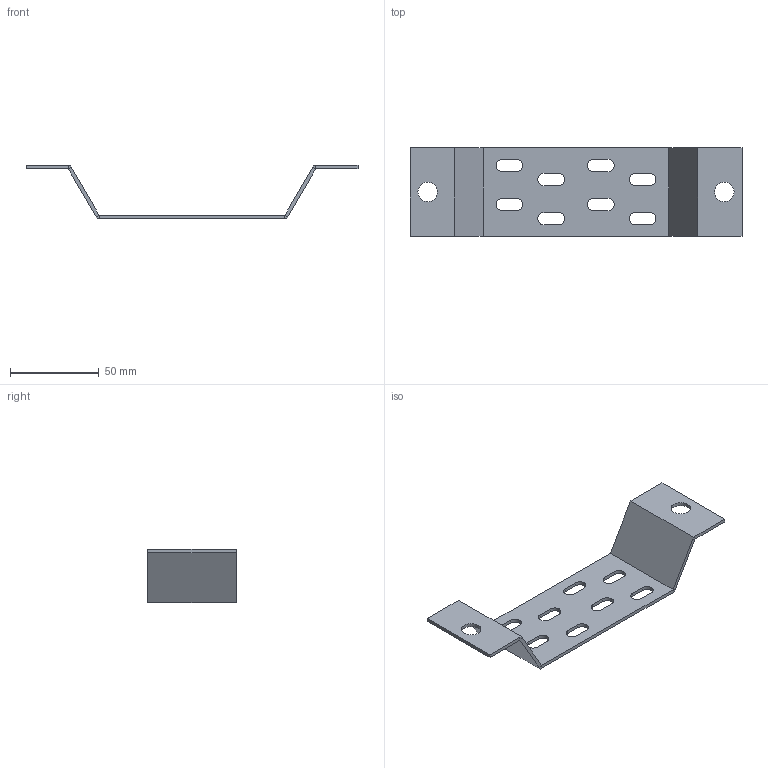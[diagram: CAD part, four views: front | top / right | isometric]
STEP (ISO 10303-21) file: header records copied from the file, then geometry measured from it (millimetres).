
FILE_DESCRIPTION (( 'STEP AP203' ), '1' );
FILE_NAME ('CLW10-SNP-100 Ñòîéêà íàñòåííàÿ ÑÍÏ100.STEP', '2016-03-22T13:37:55', ( '' ), ( '' ), 'SwSTEP 2.0', 'SolidWorks 2014', '' );
FILE_SCHEMA (( 'CONFIG_CONTROL_DESIGN' ));
Length unit declared in the file: millimetre
Products named in the file (1): CLW10-SNP-100 Ñòîéêà íàñòåííàÿ ÑÍÏ100
Bounding box: 187 x 50 x 30 mm (x, y, z)
Volume: 20041.3 mm3; surface area: 21864.7 mm2
Topology: 1 solids, 1 shells, 64 faces, 170 edges, 108 vertices
Faces by surface type: plane 46, cylinder 18
Full cylindrical faces by diameter (mm): 11 x2
Entity records: 2069 total; most frequent: CARTESIAN_POINT 341, ORIENTED_EDGE 336, DIRECTION 334, EDGE_CURVE 168, VECTOR 132, LINE 132, VERTEX_POINT 108, AXIS2_PLACEMENT_3D 101
